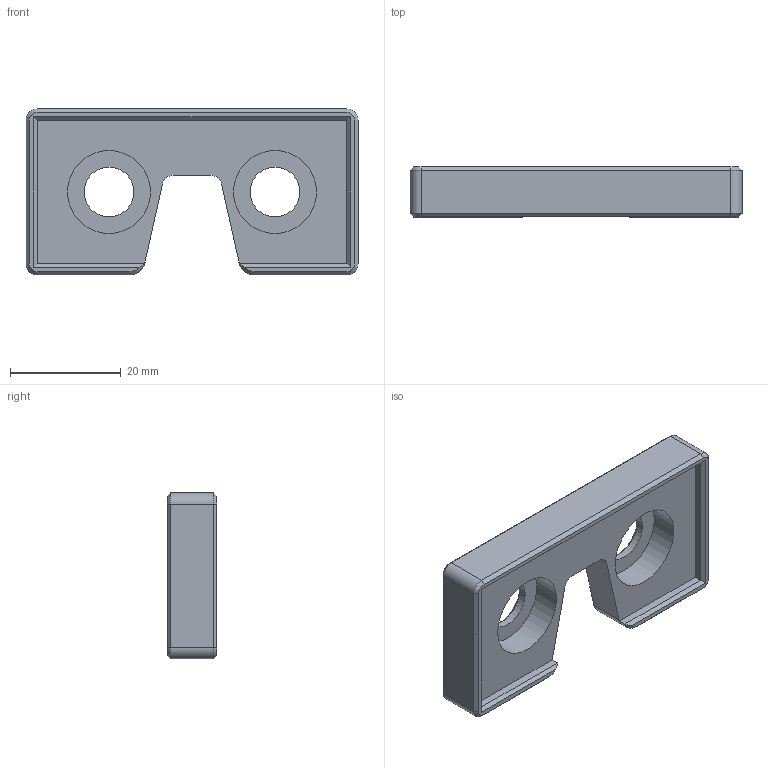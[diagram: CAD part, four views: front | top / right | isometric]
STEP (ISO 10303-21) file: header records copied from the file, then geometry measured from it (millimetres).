
FILE_DESCRIPTION(/* description */ (''),/* implementation_level */ '2;1');
FILE_NAME(/* name */ 'A-Foot_Top_4-B.stp',/* time_stamp */ '2020-11-12T18:53:42-08:00',/* author */ (''),/* organization */ (''),/* preprocessor_version */ 'ST-DEVELOPER v18.1',/* originating_system */ 'Autodesk Translation Framework v9.3.0.1241',/* authorisation */ '');
FILE_SCHEMA (('AUTOMOTIVE_DESIGN { 1 0 10303 214 3 1 1 }'));
Length unit declared in the file: millimetre
Products named in the file (1): Foot Top
Bounding box: 60 x 9 x 30 mm (x, y, z)
Volume: 9285.8 mm3; surface area: 5253.4 mm2
Topology: 1 solids, 1 shells, 64 faces, 146 edges, 86 vertices
Faces by surface type: plane 36, cone 16, cylinder 12
Full cylindrical faces by diameter (mm): 9 x2, 15 x2
Entity records: 1795 total; most frequent: DIRECTION 316, CARTESIAN_POINT 301, ORIENTED_EDGE 292, EDGE_CURVE 146, AXIS2_PLACEMENT_3D 107, LINE 102, VECTOR 102, VERTEX_POINT 86
